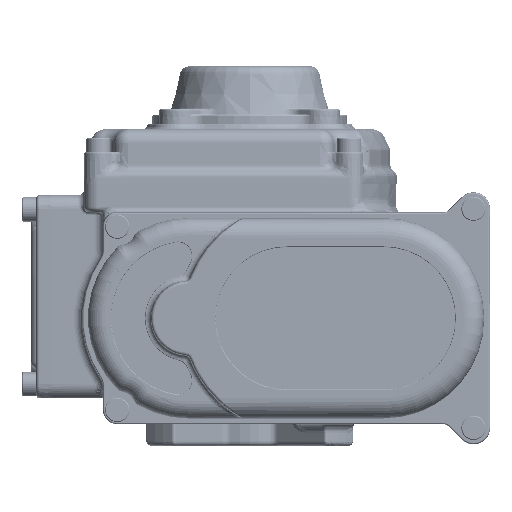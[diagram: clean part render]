
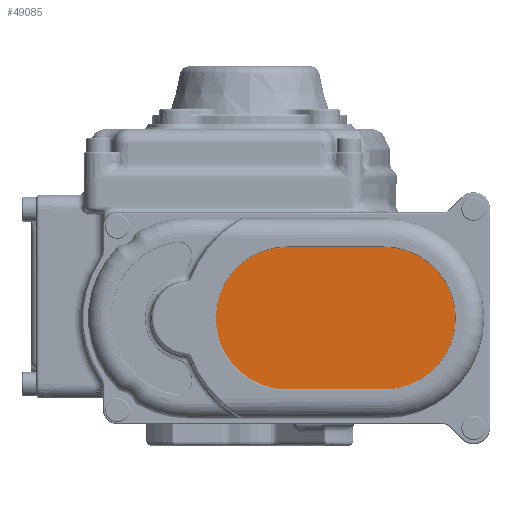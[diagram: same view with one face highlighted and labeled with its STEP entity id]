
A CAD part, front view. The second image highlights one B-rep face of the part: STEP entity #49085.
In plain terms, the highlighted face is planar.
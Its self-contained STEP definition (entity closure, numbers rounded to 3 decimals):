
#3512 = DIRECTION ( 'NONE',  ( 1., 0., 0. ) ) ;
#9555 = DIRECTION ( 'NONE',  ( 1., 0., 0. ) ) ;
#9904 = EDGE_CURVE ( 'NONE', #81143, #190883, #81604, .T. ) ;
#20766 = AXIS2_PLACEMENT_3D ( 'NONE', #191745, #97586, #3512 ) ;
#21254 = EDGE_LOOP ( 'NONE', ( #170389, #150980, #66106, #170039, #184095 ) ) ;
#22534 = VERTEX_POINT ( 'NONE', #31814 ) ;
#31814 = CARTESIAN_POINT ( 'NONE',  ( 34.5, 24.85, 19.9 ) ) ;
#31859 = CIRCLE ( 'NONE', #180031, 24.85 ) ;
#49085 = ADVANCED_FACE ( 'NONE', ( #119894 ), #189673, .T. ) ;
#65215 = CARTESIAN_POINT ( 'NONE',  ( 34.5, 0., 19.9 ) ) ;
#66106 = ORIENTED_EDGE ( 'NONE', *, *, #180872, .T. ) ;
#78521 = CARTESIAN_POINT ( 'NONE',  ( 34.5, 24.85, 19.9 ) ) ;
#80282 = EDGE_CURVE ( 'NONE', #84687, #81143, #119022, .T. ) ;
#80978 = DIRECTION ( 'NONE',  ( 1., 0., 0. ) ) ;
#81143 = VERTEX_POINT ( 'NONE', #152101 ) ;
#81604 = CIRCLE ( 'NONE', #157092, 24.85 ) ;
#83130 = DIRECTION ( 'NONE',  ( 1., 0., 0. ) ) ;
#84363 = DIRECTION ( 'NONE',  ( 0., 0., 1. ) ) ;
#84687 = VERTEX_POINT ( 'NONE', #126298 ) ;
#92194 = VECTOR ( 'NONE', #172681, 1000. ) ;
#97586 = DIRECTION ( 'NONE',  ( 0., 0., 1. ) ) ;
#102143 = LINE ( 'NONE', #78521, #92194 ) ;
#103652 = DIRECTION ( 'NONE',  ( 0., 0., 1. ) ) ;
#113398 = EDGE_CURVE ( 'NONE', #22534, #84687, #31859, .T. ) ;
#119022 = LINE ( 'NONE', #177304, #202597 ) ;
#119894 = FACE_OUTER_BOUND ( 'NONE', #21254, .T. ) ;
#122289 = CARTESIAN_POINT ( 'NONE',  ( 93.25, 0., 19.9 ) ) ;
#126298 = CARTESIAN_POINT ( 'NONE',  ( 34.5, -24.85, 19.9 ) ) ;
#140200 = CARTESIAN_POINT ( 'NONE',  ( 68.4, 24.85, 19.9 ) ) ;
#150700 = AXIS2_PLACEMENT_3D ( 'NONE', #197791, #103652, #9555 ) ;
#150980 = ORIENTED_EDGE ( 'NONE', *, *, #171217, .T. ) ;
#152101 = CARTESIAN_POINT ( 'NONE',  ( 68.4, -24.85, 19.9 ) ) ;
#157092 = AXIS2_PLACEMENT_3D ( 'NONE', #178564, #84363, #194366 ) ;
#170039 = ORIENTED_EDGE ( 'NONE', *, *, #113398, .T. ) ;
#170389 = ORIENTED_EDGE ( 'NONE', *, *, #9904, .T. ) ;
#171217 = EDGE_CURVE ( 'NONE', #190883, #182490, #173469, .T. ) ;
#172681 = DIRECTION ( 'NONE',  ( -1., 0., 0. ) ) ;
#173469 = CIRCLE ( 'NONE', #150700, 24.85 ) ;
#175156 = DIRECTION ( 'NONE',  ( 0., 0., 1. ) ) ;
#177304 = CARTESIAN_POINT ( 'NONE',  ( 34.5, -24.85, 19.9 ) ) ;
#178564 = CARTESIAN_POINT ( 'NONE',  ( 68.4, 0., 19.9 ) ) ;
#180031 = AXIS2_PLACEMENT_3D ( 'NONE', #65215, #175156, #80978 ) ;
#180872 = EDGE_CURVE ( 'NONE', #182490, #22534, #102143, .T. ) ;
#182490 = VERTEX_POINT ( 'NONE', #140200 ) ;
#184095 = ORIENTED_EDGE ( 'NONE', *, *, #80282, .T. ) ;
#189673 = PLANE ( 'NONE',  #20766 ) ;
#190883 = VERTEX_POINT ( 'NONE', #122289 ) ;
#191745 = CARTESIAN_POINT ( 'NONE',  ( 34.5, 0., 19.9 ) ) ;
#194366 = DIRECTION ( 'NONE',  ( 1., 0., 0. ) ) ;
#197791 = CARTESIAN_POINT ( 'NONE',  ( 68.4, 0., 19.9 ) ) ;
#202597 = VECTOR ( 'NONE', #83130, 1000. ) ;
